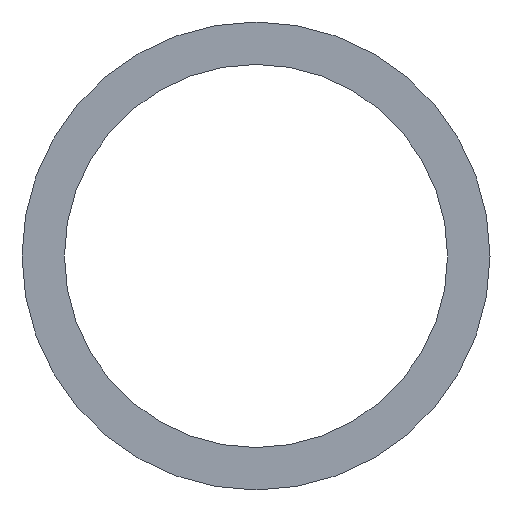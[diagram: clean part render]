
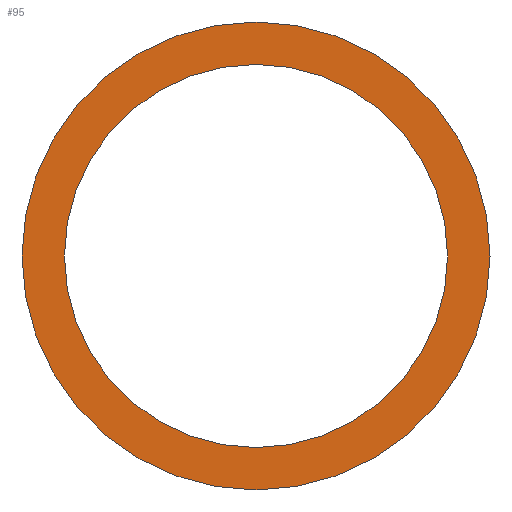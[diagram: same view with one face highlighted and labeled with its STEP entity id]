
A CAD part, left-side view. The second image highlights one B-rep face of the part: STEP entity #95.
In plain terms, the highlighted planar face has unit normal (-1, 0, 0).
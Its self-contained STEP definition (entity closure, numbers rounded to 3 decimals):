
#53 = EDGE_CURVE( '', #87, #55, #123, .T. );
#55 = VERTEX_POINT( '', #125 );
#61 = VERTEX_POINT( '', #131 );
#67 = VERTEX_POINT( '', #138 );
#71 = EDGE_CURVE( '', #61, #67, #142, .T. );
#77 = EDGE_CURVE( '', #55, #87, #148, .T. );
#87 = VERTEX_POINT( '', #162 );
#91 = EDGE_CURVE( '', #67, #61, #167, .T. );
#95 = ADVANCED_FACE( '', ( #171, #172 ), #173, .F. );
#123 = CIRCLE( '', #192, 37.5 );
#125 = CARTESIAN_POINT( '', ( 0., 0., 37.5 ) );
#131 = CARTESIAN_POINT( '', ( 0., 0., -30.7 ) );
#138 = CARTESIAN_POINT( '', ( 0., 0., 30.7 ) );
#142 = CIRCLE( '', #217, 30.7 );
#148 = CIRCLE( '', #224, 37.5 );
#162 = CARTESIAN_POINT( '', ( 0., 0., -37.5 ) );
#167 = CIRCLE( '', #244, 30.7 );
#171 = FACE_OUTER_BOUND( '', #248, .T. );
#172 = FACE_BOUND( '', #249, .T. );
#173 = PLANE( '', #250 );
#192 = AXIS2_PLACEMENT_3D( '', #266, #267, #268 );
#217 = AXIS2_PLACEMENT_3D( '', #282, #283, #284 );
#224 = AXIS2_PLACEMENT_3D( '', #289, #290, #291 );
#244 = AXIS2_PLACEMENT_3D( '', #324, #325, #326 );
#248 = EDGE_LOOP( '', ( #328, #329 ) );
#249 = EDGE_LOOP( '', ( #330, #331 ) );
#250 = AXIS2_PLACEMENT_3D( '', #332, #333, #334 );
#266 = CARTESIAN_POINT( '', ( 0., 0., 0. ) );
#267 = DIRECTION( '', ( 1., 0., 0. ) );
#268 = DIRECTION( '', ( 0., 0., -1. ) );
#282 = CARTESIAN_POINT( '', ( 0., 0., 0. ) );
#283 = DIRECTION( '', ( 1., 0., 0. ) );
#284 = DIRECTION( '', ( 0., 0., -1. ) );
#289 = CARTESIAN_POINT( '', ( 0., 0., 0. ) );
#290 = DIRECTION( '', ( 1., 0., 0. ) );
#291 = DIRECTION( '', ( 0., 0., -1. ) );
#324 = CARTESIAN_POINT( '', ( 0., 0., 0. ) );
#325 = DIRECTION( '', ( 1., 0., 0. ) );
#326 = DIRECTION( '', ( 0., 0., -1. ) );
#328 = ORIENTED_EDGE( '', *, *, #53, .F. );
#329 = ORIENTED_EDGE( '', *, *, #77, .F. );
#330 = ORIENTED_EDGE( '', *, *, #71, .T. );
#331 = ORIENTED_EDGE( '', *, *, #91, .T. );
#332 = CARTESIAN_POINT( '', ( 0., 0., 0. ) );
#333 = DIRECTION( '', ( 1., 0., 0. ) );
#334 = DIRECTION( '', ( 0., 0., -1. ) );
